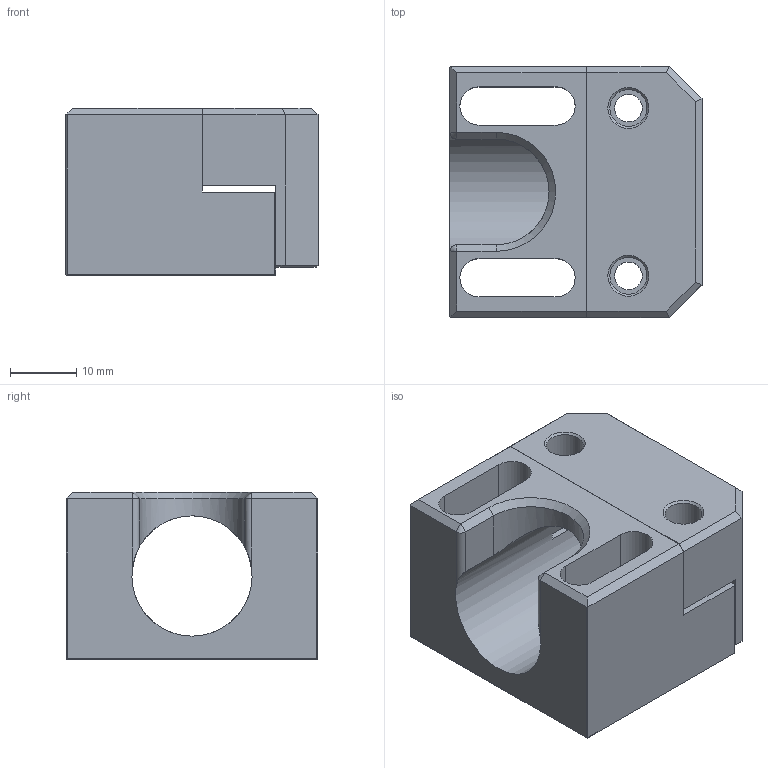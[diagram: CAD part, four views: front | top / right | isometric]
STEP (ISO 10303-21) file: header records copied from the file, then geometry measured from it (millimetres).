
FILE_DESCRIPTION(/* description */ ('STEP AP242','CAx-IF Rec.Pracs.---Representation and Presentation of Product Manufacturing Information (PMI)---4.0---2014-10-13','CAx-IF Rec.Pracs.---3D Tessellated Geometry---0.4---2014-09-14','2;1'),/* implementation_level */ '2;1');
FILE_NAME(/* name */ 'ASU-0041-180',/* time_stamp */ '2025-12-14T11:56:48+01:00',/* author */ ('License CC BY-ND 4.0'),/* organization */ ('CADENAS'),/* preprocessor_version */ 'ST-DEVELOPER v20',/* originating_system */ 'PARTsolutions',/* authorisation */ ' ');
FILE_SCHEMA (('AP242_MANAGED_MODEL_BASED_3D_ENGINEERING_MIM_LF { 1 0 10303 442 1 1 4 }'));
Length unit declared in the file: millimetre
Products named in the file (1): ASU-0041-180
Bounding box: 38.15 x 38.1 x 25.4 mm (x, y, z)
Volume: 19035.3 mm3; surface area: 10698.7 mm2
Topology: 1 solids, 1 shells, 76 faces, 210 edges, 131 vertices
Faces by surface type: plane 56, cylinder 12, cone 8
Full cylindrical faces by diameter (mm): 4.2 x2, 5.6 x2, 18.2 x1
Entity records: 2378 total; most frequent: CARTESIAN_POINT 430, ORIENTED_EDGE 394, DIRECTION 379, EDGE_CURVE 197, LINE 163, VECTOR 163, VERTEX_POINT 130, AXIS2_PLACEMENT_3D 108
